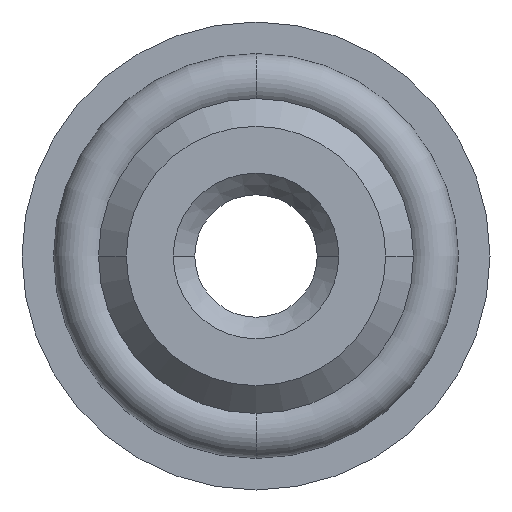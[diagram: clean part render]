
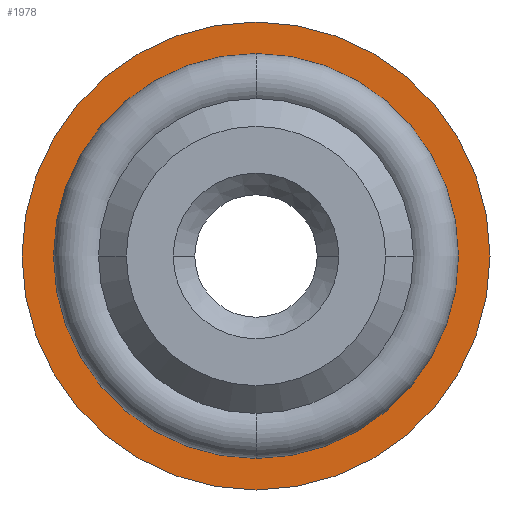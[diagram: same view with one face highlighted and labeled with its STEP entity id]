
A CAD part, front view. The second image highlights one B-rep face of the part: STEP entity #1978.
In plain terms, the highlighted planar face has unit normal (0, -1, 0).
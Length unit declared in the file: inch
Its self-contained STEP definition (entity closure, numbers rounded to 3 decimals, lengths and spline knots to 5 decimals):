
#505=CARTESIAN_POINT('',(0.,0.384,0.));
#506=DIRECTION('',(0.,-1.,0.));
#507=DIRECTION('',(0.,0.,1.));
#508=AXIS2_PLACEMENT_3D('',#505,#506,#507);
#513=CARTESIAN_POINT('',(0.,0.384,0.));
#514=DIRECTION('',(0.,-1.,0.));
#515=DIRECTION('',(0.,0.,-1.));
#516=AXIS2_PLACEMENT_3D('',#513,#514,#515);
#521=CARTESIAN_POINT('',(0.,0.384,0.));
#522=DIRECTION('',(0.,-1.,0.));
#523=DIRECTION('',(0.,0.,-1.));
#524=AXIS2_PLACEMENT_3D('',#521,#522,#523);
#529=CARTESIAN_POINT('',(0.,0.384,0.));
#530=DIRECTION('',(0.,-1.,0.));
#531=DIRECTION('',(0.,0.,1.));
#532=AXIS2_PLACEMENT_3D('',#529,#530,#531);
#1498=CARTESIAN_POINT('',(0.,0.384,0.325));
#1499=CARTESIAN_POINT('',(0.,0.384,-0.325));
#1500=VERTEX_POINT('',#1498);
#1501=VERTEX_POINT('',#1499);
#1522=CARTESIAN_POINT('',(0.,0.384,-0.25721));
#1523=CARTESIAN_POINT('',(0.,0.384,0.25721));
#1524=VERTEX_POINT('',#1522);
#1525=VERTEX_POINT('',#1523);
#1963=CARTESIAN_POINT('',(0.,0.384,0.));
#1964=DIRECTION('',(0.,-1.,0.));
#1965=DIRECTION('',(0.,0.,1.));
#1966=AXIS2_PLACEMENT_3D('',#1963,#1964,#1965);
#1967=PLANE('',#1966);
#1969=ORIENTED_EDGE('',*,*,#1968,.F.);
#1971=ORIENTED_EDGE('',*,*,#1970,.F.);
#1972=EDGE_LOOP('',(#1969,#1971));
#1973=FACE_OUTER_BOUND('',#1972,.F.);
#1974=ORIENTED_EDGE('',*,*,#1930,.T.);
#1975=ORIENTED_EDGE('',*,*,#1945,.T.);
#1976=EDGE_LOOP('',(#1974,#1975));
#1977=FACE_BOUND('',#1976,.F.);
#1978=ADVANCED_FACE('',(#1973,#1977),#1967,.T.);
#509=CIRCLE('',#508,0.325);
#517=CIRCLE('',#516,0.325);
#525=CIRCLE('',#524,0.25721);
#533=CIRCLE('',#532,0.25721);
#1930=EDGE_CURVE('',#1524,#1525,#525,.T.);
#1945=EDGE_CURVE('',#1525,#1524,#533,.T.);
#1968=EDGE_CURVE('',#1500,#1501,#509,.T.);
#1970=EDGE_CURVE('',#1501,#1500,#517,.T.);
